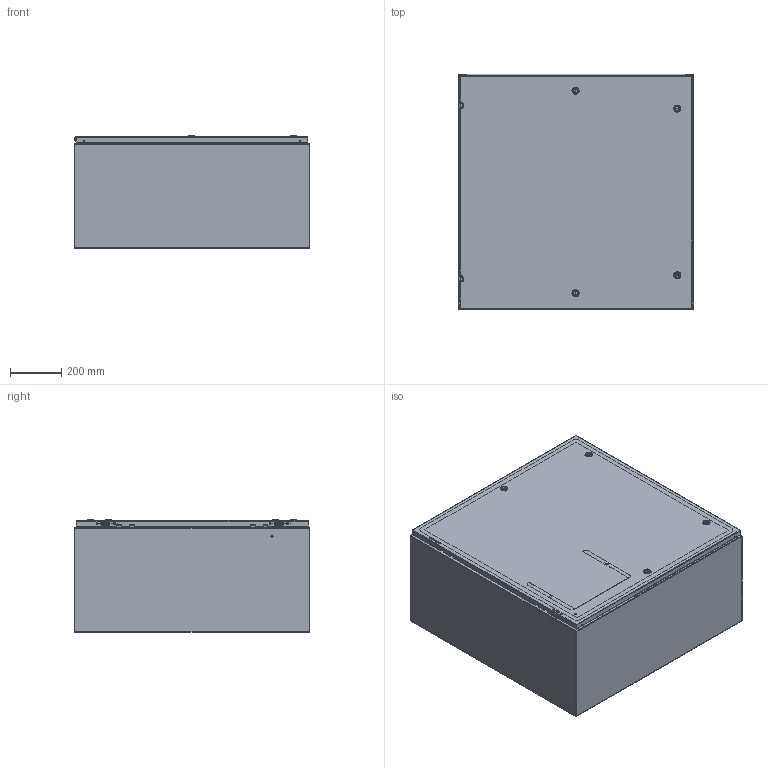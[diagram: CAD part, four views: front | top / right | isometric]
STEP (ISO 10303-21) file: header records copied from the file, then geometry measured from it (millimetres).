
FILE_DESCRIPTION (( 'STEP AP214' ), '1' );
FILE_NAME ('SCE-36EL3616LP.STEP', '2022-11-02T14:43:54', ( '' ), ( '' ), 'SwSTEP 2.0', 'SolidWorks 2021', '' );
FILE_SCHEMA (( 'AUTOMOTIVE_DESIGN' ));
Length unit declared in the file: inch
Products named in the file (1): SCE-36EL3616LP
Bounding box: 914.4 x 914.4 x 437.65 mm (x, y, z)
Volume: 9210643.1 mm3; surface area: 8696618.3 mm2
Topology: 65 solids, 65 shells, 3426 faces, 8830 edges, 5534 vertices
Faces by surface type: plane 1489, cylinder 991, bspline 708, torus 102, cone 88, sphere 48
Full cylindrical faces by diameter (mm): 1.016 x2, 3.454 x2, 3.978 x2, 4.318 x6, 4.369 x4, 4.775 x4, 4.978 x8, 5 x4, 5.182 x4, 5.207 x4, 5.232 x4, 5.5 x4, 5.537 x2, 6.096 x4, 6.198 x4, 6.299 x4, 6.35 x4, 6.363 x2, 6.756 x4, 7.137 x4, 8.433 x8, 9.296 x8, 9.322 x8, 9.525 x4, 9.9 x4, 10 x4, 11.112 x4, 12.7 x8, 12.8 x4, 13.5 x4
Entity records: 185891 total; most frequent: CARTESIAN_POINT 65921, ORIENTED_EDGE 16560, DIRECTION 13384, EDGE_CURVE 8280, VERTEX_POINT 5386, AXIS2_PLACEMENT_3D 4773, EDGE_LOOP 3978, LINE 3838
